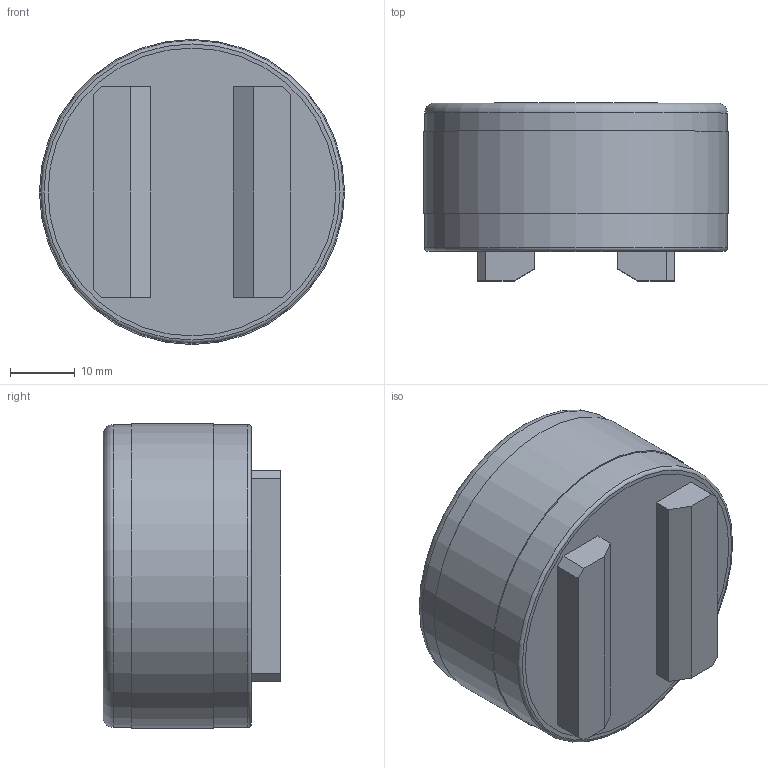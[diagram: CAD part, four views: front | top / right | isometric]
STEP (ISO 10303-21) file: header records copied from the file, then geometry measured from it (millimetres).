
FILE_DESCRIPTION(/* description */ (''),/* implementation_level */ '2;1');
FILE_NAME(/* name */ 'MH115-2A.stp',/* time_stamp */ '2018-11-14T08:29:58-05:00',/* author */ ('grayd'),/* organization */ (''),/* preprocessor_version */ 'ST-DEVELOPER v17.2',/* originating_system */ 'Autodesk Inventor 2019',/* authorisation */ '');
FILE_SCHEMA (('AUTOMOTIVE_DESIGN { 1 0 10303 214 3 1 1 }'));
Length unit declared in the file: inch
Products named in the file (1): MH115-2A
Bounding box: 47.12 x 27.43 x 47.12 mm (x, y, z)
Volume: 41553.1 mm3; surface area: 8959.6 mm2
Topology: 1 solids, 8 shells, 72 faces, 167 edges, 116 vertices
Faces by surface type: plane 63, cylinder 6, torus 2, cone 1
Full cylindrical faces by diameter (mm): 5.359 x1, 44.45 x1, 44.958 x1, 46.736 x2, 47.117 x1
Entity records: 2190 total; most frequent: CARTESIAN_POINT 355, DIRECTION 345, ORIENTED_EDGE 332, EDGE_CURVE 166, LINE 133, VECTOR 133, VERTEX_POINT 116, AXIS2_PLACEMENT_3D 106
